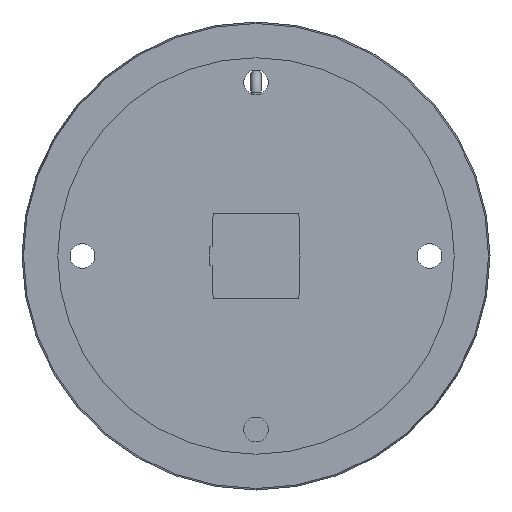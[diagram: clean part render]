
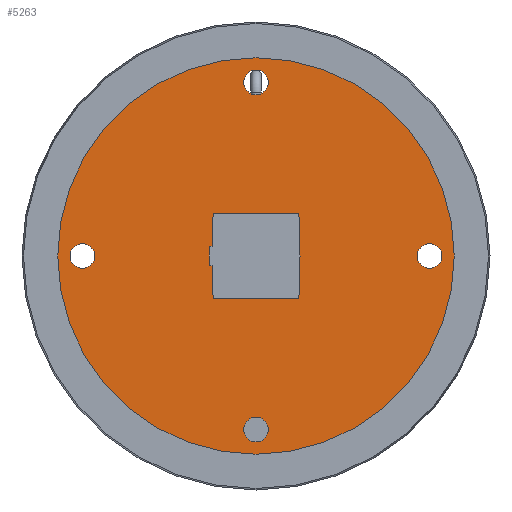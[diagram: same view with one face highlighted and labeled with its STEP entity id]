
A CAD part, front view. The second image highlights one B-rep face of the part: STEP entity #5263.
In plain terms, the highlighted planar face has unit normal (0, -1, 0).
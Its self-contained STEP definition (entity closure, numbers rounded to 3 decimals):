
#99 = VERTEX_POINT ( 'NONE', #6387 ) ;
#100 = VERTEX_POINT ( 'NONE', #6386 ) ;
#103 = VERTEX_POINT ( 'NONE', #6383 ) ;
#104 = VERTEX_POINT ( 'NONE', #6382 ) ;
#108 = VERTEX_POINT ( 'NONE', #6378 ) ;
#179 = ORIENTED_EDGE ( 'NONE', *, *, #2760, .F. ) ;
#180 = ORIENTED_EDGE ( 'NONE', *, *, #2799, .F. ) ;
#191 = ORIENTED_EDGE ( 'NONE', *, *, #2798, .F. ) ;
#257 = ORIENTED_EDGE ( 'NONE', *, *, #2804, .F. ) ;
#259 = ORIENTED_EDGE ( 'NONE', *, *, #2791, .F. ) ;
#264 = ORIENTED_EDGE ( 'NONE', *, *, #3004, .T. ) ;
#266 = ORIENTED_EDGE ( 'NONE', *, *, #3037, .F. ) ;
#270 = ORIENTED_EDGE ( 'NONE', *, *, #2763, .F. ) ;
#272 = ORIENTED_EDGE ( 'NONE', *, *, #2810, .F. ) ;
#758 = CARTESIAN_POINT ( 'NONE',  ( 0., 1276.6, 133.5 ) ) ;
#759 = DIRECTION ( 'NONE',  ( 0., -1., 0. ) ) ;
#760 = DIRECTION ( 'NONE',  ( 0., 0., -1. ) ) ;
#764 = CARTESIAN_POINT ( 'NONE',  ( 70., 1276.6, 12.5 ) ) ;
#766 = DIRECTION ( 'NONE',  ( -1., 0., 0. ) ) ;
#1763 = AXIS2_PLACEMENT_3D ( 'NONE', #2419, #2420, #2421 ) ;
#1770 = AXIS2_PLACEMENT_3D ( 'NONE', #2649, #2650, #2651 ) ;
#1777 = AXIS2_PLACEMENT_3D ( 'NONE', #3331, #3332, #3333 ) ;
#1864 = AXIS2_PLACEMENT_3D ( 'NONE', #5092, #5089, #5094 ) ;
#2291 = CARTESIAN_POINT ( 'NONE',  ( 12.5, 1276.6, 0. ) ) ;
#2292 = DIRECTION ( 'NONE',  ( 0., 0., 1. ) ) ;
#2415 = CARTESIAN_POINT ( 'NONE',  ( 0., 1276.6, -133.5 ) ) ;
#2416 = DIRECTION ( 'NONE',  ( 0., -1., 0. ) ) ;
#2417 = DIRECTION ( 'NONE',  ( 0., 0., -1. ) ) ;
#2419 = CARTESIAN_POINT ( 'NONE',  ( -133.5, 1276.6, 0. ) ) ;
#2420 = DIRECTION ( 'NONE',  ( 0., -1., 0. ) ) ;
#2421 = DIRECTION ( 'NONE',  ( 0., 0., -1. ) ) ;
#2434 = CARTESIAN_POINT ( 'NONE',  ( 70., 1276.6, -12.5 ) ) ;
#2436 = DIRECTION ( 'NONE',  ( 1., 0., 0. ) ) ;
#2451 = CARTESIAN_POINT ( 'NONE',  ( -12.5, 1276.6, 0. ) ) ;
#2458 = DIRECTION ( 'NONE',  ( 0., 0., -1. ) ) ;
#2649 = CARTESIAN_POINT ( 'NONE',  ( 0., 1276.6, 0. ) ) ;
#2650 = DIRECTION ( 'NONE',  ( 0., -1., 0. ) ) ;
#2651 = DIRECTION ( 'NONE',  ( -1., 0., 0. ) ) ;
#2760 = EDGE_CURVE ( 'NONE', #108, #108, #5553, .T. ) ;
#2763 = EDGE_CURVE ( 'NONE', #3934, #3862, #5477, .T. ) ;
#2791 = EDGE_CURVE ( 'NONE', #3909, #3934, #5432, .T. ) ;
#2798 = EDGE_CURVE ( 'NONE', #104, #104, #5530, .T. ) ;
#2799 = EDGE_CURVE ( 'NONE', #103, #103, #5418, .T. ) ;
#2804 = EDGE_CURVE ( 'NONE', #3856, #3909, #5397, .T. ) ;
#2810 = EDGE_CURVE ( 'NONE', #3862, #3856, #5910, .T. ) ;
#3004 = EDGE_CURVE ( 'NONE', #100, #100, #6183, .T. ) ;
#3037 = EDGE_CURVE ( 'NONE', #99, #99, #6154, .T. ) ;
#3255 = AXIS2_PLACEMENT_3D ( 'NONE', #758, #759, #760 ) ;
#3262 = AXIS2_PLACEMENT_3D ( 'NONE', #2415, #2416, #2417 ) ;
#3331 = CARTESIAN_POINT ( 'NONE',  ( 133.5, 1276.6, 0. ) ) ;
#3332 = DIRECTION ( 'NONE',  ( 0., -1., 0. ) ) ;
#3333 = DIRECTION ( 'NONE',  ( 0., 0., -1. ) ) ;
#3856 = VERTEX_POINT ( 'NONE', #4652 ) ;
#3862 = VERTEX_POINT ( 'NONE', #4614 ) ;
#3909 = VERTEX_POINT ( 'NONE', #4703 ) ;
#3934 = VERTEX_POINT ( 'NONE', #4728 ) ;
#4614 = CARTESIAN_POINT ( 'NONE',  ( -12.5, 1276.6, 12.5 ) ) ;
#4652 = CARTESIAN_POINT ( 'NONE',  ( -12.5, 1276.6, -12.5 ) ) ;
#4703 = CARTESIAN_POINT ( 'NONE',  ( 12.5, 1276.6, -12.5 ) ) ;
#4728 = CARTESIAN_POINT ( 'NONE',  ( 12.5, 1276.6, 12.5 ) ) ;
#5089 = DIRECTION ( 'NONE',  ( 0., 1., 0. ) ) ;
#5090 = PLANE ( 'NONE',  #1864 ) ;
#5092 = CARTESIAN_POINT ( 'NONE',  ( 70., 1276.6, 0. ) ) ;
#5094 = DIRECTION ( 'NONE',  ( 1., 0., 0. ) ) ;
#5263 = ADVANCED_FACE ( 'NONE', ( #5878, #5891, #5874, #5877, #5873, #5876 ), #5090, .F. ) ;
#5388 = VECTOR ( 'NONE', #2292, 1000. ) ;
#5397 = LINE ( 'NONE', #2434, #5434 ) ;
#5418 = CIRCLE ( 'NONE', #1763, 9.5 ) ;
#5432 = LINE ( 'NONE', #2291, #5388 ) ;
#5434 = VECTOR ( 'NONE', #2436, 1000. ) ;
#5477 = LINE ( 'NONE', #764, #5611 ) ;
#5530 = CIRCLE ( 'NONE', #3262, 9.5 ) ;
#5553 = CIRCLE ( 'NONE', #3255, 9.5 ) ;
#5611 = VECTOR ( 'NONE', #766, 1000. ) ;
#5838 = VECTOR ( 'NONE', #2458, 1000. ) ;
#5873 = FACE_OUTER_BOUND ( 'NONE', #6496, .T. ) ;
#5874 = FACE_BOUND ( 'NONE', #6484, .T. ) ;
#5876 = FACE_BOUND ( 'NONE', #6502, .T. ) ;
#5877 = FACE_BOUND ( 'NONE', #6491, .T. ) ;
#5878 = FACE_BOUND ( 'NONE', #6460, .T. ) ;
#5891 = FACE_BOUND ( 'NONE', #6500, .T. ) ;
#5910 = LINE ( 'NONE', #2451, #5838 ) ;
#6154 = CIRCLE ( 'NONE', #1777, 9.5 ) ;
#6183 = CIRCLE ( 'NONE', #1770, 152.5 ) ;
#6378 = CARTESIAN_POINT ( 'NONE',  ( 0., 1276.6, 124. ) ) ;
#6382 = CARTESIAN_POINT ( 'NONE',  ( 0., 1276.6, -143. ) ) ;
#6383 = CARTESIAN_POINT ( 'NONE',  ( -133.5, 1276.6, -9.5 ) ) ;
#6386 = CARTESIAN_POINT ( 'NONE',  ( -152.5, 1276.6, 0. ) ) ;
#6387 = CARTESIAN_POINT ( 'NONE',  ( 133.5, 1276.6, -9.5 ) ) ;
#6460 = EDGE_LOOP ( 'NONE', ( #191 ) ) ;
#6484 = EDGE_LOOP ( 'NONE', ( #179 ) ) ;
#6491 = EDGE_LOOP ( 'NONE', ( #266 ) ) ;
#6496 = EDGE_LOOP ( 'NONE', ( #264 ) ) ;
#6500 = EDGE_LOOP ( 'NONE', ( #180 ) ) ;
#6502 = EDGE_LOOP ( 'NONE', ( #272, #270, #259, #257 ) ) ;
